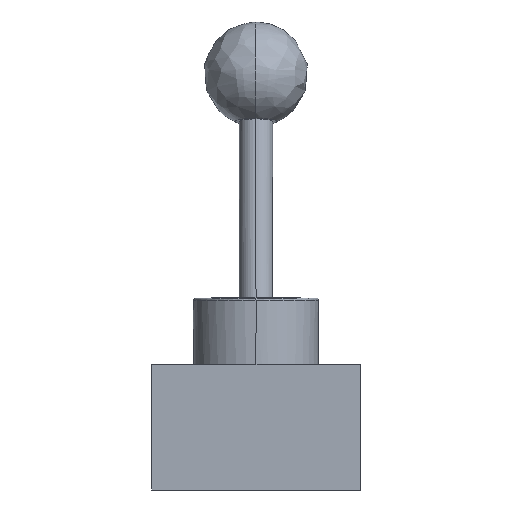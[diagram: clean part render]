
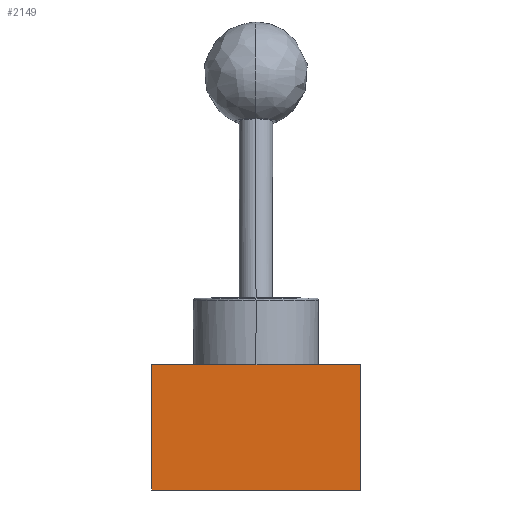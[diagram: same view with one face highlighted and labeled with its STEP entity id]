
A CAD part, left-side view. The second image highlights one B-rep face of the part: STEP entity #2149.
In plain terms, the highlighted planar face has unit normal (-1, 0, 0).
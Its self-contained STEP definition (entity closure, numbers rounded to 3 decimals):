
#11 = EDGE_CURVE ( 'NONE', #1585, #2512, #1949, .T. ) ;
#17 = LINE ( 'NONE', #1105, #2348 ) ;
#59 = EDGE_CURVE ( 'NONE', #1286, #122, #2417, .T. ) ;
#122 = VERTEX_POINT ( 'NONE', #276 ) ;
#150 = CARTESIAN_POINT ( 'NONE',  ( -103.366, -69.912, 67.241 ) ) ;
#175 = DIRECTION ( 'NONE',  ( 1., 0., 0. ) ) ;
#181 = LINE ( 'NONE', #1387, #2566 ) ;
#276 = CARTESIAN_POINT ( 'NONE',  ( -103.366, -19.912, 67.241 ) ) ;
#465 = VERTEX_POINT ( 'NONE', #1297 ) ;
#482 = VECTOR ( 'NONE', #1494, 1000. ) ;
#513 = AXIS2_PLACEMENT_3D ( 'NONE', #150, #175, #2132 ) ;
#735 = EDGE_LOOP ( 'NONE', ( #2480, #1024, #1055, #1521, #1493 ) ) ;
#785 = DIRECTION ( 'NONE',  ( 0., 0., -1. ) ) ;
#911 = DIRECTION ( 'NONE',  ( 0., -1., 0. ) ) ;
#1002 = EDGE_CURVE ( 'NONE', #2512, #465, #181, .T. ) ;
#1024 = ORIENTED_EDGE ( 'NONE', *, *, #1257, .F. ) ;
#1055 = ORIENTED_EDGE ( 'NONE', *, *, #59, .F. ) ;
#1105 = CARTESIAN_POINT ( 'NONE',  ( -103.366, -44.912, 67.241 ) ) ;
#1257 = EDGE_CURVE ( 'NONE', #122, #1585, #17, .T. ) ;
#1278 = VECTOR ( 'NONE', #1658, 1000. ) ;
#1286 = VERTEX_POINT ( 'NONE', #1367 ) ;
#1297 = CARTESIAN_POINT ( 'NONE',  ( -103.366, -69.912, 37.241 ) ) ;
#1331 = FACE_OUTER_BOUND ( 'NONE', #735, .T. ) ;
#1365 = PLANE ( 'NONE',  #513 ) ;
#1367 = CARTESIAN_POINT ( 'NONE',  ( -103.366, -19.912, 37.241 ) ) ;
#1387 = CARTESIAN_POINT ( 'NONE',  ( -103.366, -69.912, 52.241 ) ) ;
#1475 = CARTESIAN_POINT ( 'NONE',  ( -103.366, -19.912, 52.241 ) ) ;
#1477 = CARTESIAN_POINT ( 'NONE',  ( -103.366, -44.912, 37.241 ) ) ;
#1493 = ORIENTED_EDGE ( 'NONE', *, *, #1002, .F. ) ;
#1494 = DIRECTION ( 'NONE',  ( 0., 1., 0. ) ) ;
#1521 = ORIENTED_EDGE ( 'NONE', *, *, #2449, .F. ) ;
#1585 = VERTEX_POINT ( 'NONE', #2408 ) ;
#1658 = DIRECTION ( 'NONE',  ( 0., 0., 1. ) ) ;
#1826 = VECTOR ( 'NONE', #2226, 1000. ) ;
#1949 = LINE ( 'NONE', #2425, #1826 ) ;
#2132 = DIRECTION ( 'NONE',  ( 0., 0., -1. ) ) ;
#2149 = ADVANCED_FACE ( 'NONE', ( #1331 ), #1365, .F. ) ;
#2226 = DIRECTION ( 'NONE',  ( 0., -1., 0. ) ) ;
#2251 = LINE ( 'NONE', #1477, #482 ) ;
#2348 = VECTOR ( 'NONE', #911, 1000. ) ;
#2408 = CARTESIAN_POINT ( 'NONE',  ( -103.366, -44.912, 67.241 ) ) ;
#2417 = LINE ( 'NONE', #1475, #1278 ) ;
#2425 = CARTESIAN_POINT ( 'NONE',  ( -103.366, -44.912, 67.241 ) ) ;
#2449 = EDGE_CURVE ( 'NONE', #465, #1286, #2251, .T. ) ;
#2480 = ORIENTED_EDGE ( 'NONE', *, *, #11, .F. ) ;
#2492 = CARTESIAN_POINT ( 'NONE',  ( -103.366, -69.912, 67.241 ) ) ;
#2512 = VERTEX_POINT ( 'NONE', #2492 ) ;
#2566 = VECTOR ( 'NONE', #785, 1000. ) ;
